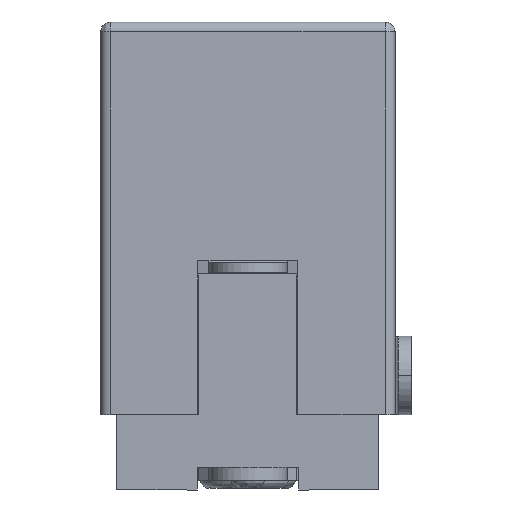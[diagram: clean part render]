
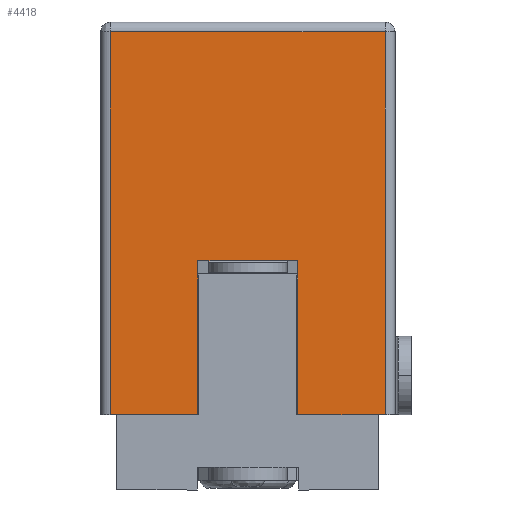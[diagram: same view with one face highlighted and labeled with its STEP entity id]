
A CAD part, front view. The second image highlights one B-rep face of the part: STEP entity #4418.
In plain terms, the highlighted planar face has unit normal (0, -1, 0).
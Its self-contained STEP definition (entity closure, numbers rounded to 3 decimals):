
#8 = CARTESIAN_POINT ( 'NONE',  ( -1.525, -5.5, 0. ) ) ;
#407 = VERTEX_POINT ( 'NONE', #6672 ) ;
#676 = CARTESIAN_POINT ( 'NONE',  ( -1.525, -5.5, 12. ) ) ;
#692 = CARTESIAN_POINT ( 'NONE',  ( -4.2, -5.5, 0. ) ) ;
#749 = ORIENTED_EDGE ( 'NONE', *, *, #3516, .F. ) ;
#1027 = DIRECTION ( 'NONE',  ( 1., 0., 0. ) ) ;
#1273 = LINE ( 'NONE', #5468, #3954 ) ;
#1441 = ORIENTED_EDGE ( 'NONE', *, *, #2818, .F. ) ;
#1447 = DIRECTION ( 'NONE',  ( -1., 0., 0. ) ) ;
#1470 = EDGE_LOOP ( 'NONE', ( #3822, #6334, #7262, #3714, #6389, #749, #1441, #4980 ) ) ;
#1531 = CARTESIAN_POINT ( 'NONE',  ( -1.525, -5.5, 4.7 ) ) ;
#1539 = EDGE_CURVE ( 'NONE', #3644, #407, #6837, .T. ) ;
#1635 = CARTESIAN_POINT ( 'NONE',  ( -4.5, -5.5, 4.7 ) ) ;
#1654 = EDGE_CURVE ( 'NONE', #7105, #5918, #1273, .T. ) ;
#1665 = CARTESIAN_POINT ( 'NONE',  ( 1.525, -5.5, 0. ) ) ;
#1826 = DIRECTION ( 'NONE',  ( 0., 0., -1. ) ) ;
#2081 = VECTOR ( 'NONE', #1826, 1000. ) ;
#2141 = VECTOR ( 'NONE', #1027, 1000. ) ;
#2228 = AXIS2_PLACEMENT_3D ( 'NONE', #4133, #3623, #5351 ) ;
#2260 = DIRECTION ( 'NONE',  ( -1., 0., 0. ) ) ;
#2365 = VERTEX_POINT ( 'NONE', #2924 ) ;
#2585 = LINE ( 'NONE', #2810, #2141 ) ;
#2746 = VECTOR ( 'NONE', #5289, 1000. ) ;
#2810 = CARTESIAN_POINT ( 'NONE',  ( -4.5, -5.5, 11.7 ) ) ;
#2818 = EDGE_CURVE ( 'NONE', #3755, #2365, #3380, .T. ) ;
#2841 = VECTOR ( 'NONE', #6564, 1000. ) ;
#2924 = CARTESIAN_POINT ( 'NONE',  ( 1.525, -5.5, 4.7 ) ) ;
#3094 = DIRECTION ( 'NONE',  ( 0., 0., -1. ) ) ;
#3110 = EDGE_CURVE ( 'NONE', #4173, #5433, #4656, .T. ) ;
#3131 = LINE ( 'NONE', #1635, #5152 ) ;
#3380 = LINE ( 'NONE', #5180, #6009 ) ;
#3398 = DIRECTION ( 'NONE',  ( 0., 0., 1. ) ) ;
#3440 = EDGE_CURVE ( 'NONE', #407, #7105, #2585, .T. ) ;
#3468 = CARTESIAN_POINT ( 'NONE',  ( 4.2, -5.5, 0. ) ) ;
#3516 = EDGE_CURVE ( 'NONE', #2365, #4173, #3131, .T. ) ;
#3623 = DIRECTION ( 'NONE',  ( 0., 1., 0. ) ) ;
#3644 = VERTEX_POINT ( 'NONE', #692 ) ;
#3714 = ORIENTED_EDGE ( 'NONE', *, *, #7542, .T. ) ;
#3755 = VERTEX_POINT ( 'NONE', #1665 ) ;
#3822 = ORIENTED_EDGE ( 'NONE', *, *, #1654, .F. ) ;
#3954 = VECTOR ( 'NONE', #3094, 1000. ) ;
#4113 = PLANE ( 'NONE',  #2228 ) ;
#4126 = CARTESIAN_POINT ( 'NONE',  ( -4.2, -5.5, 12. ) ) ;
#4133 = CARTESIAN_POINT ( 'NONE',  ( -4.5, -5.5, 12. ) ) ;
#4173 = VERTEX_POINT ( 'NONE', #1531 ) ;
#4205 = EDGE_CURVE ( 'NONE', #5918, #3755, #5525, .T. ) ;
#4418 = ADVANCED_FACE ( 'NONE', ( #4970 ), #4113, .F. ) ;
#4656 = LINE ( 'NONE', #676, #2081 ) ;
#4937 = CARTESIAN_POINT ( 'NONE',  ( -4.5, -5.5, 0. ) ) ;
#4970 = FACE_OUTER_BOUND ( 'NONE', #1470, .T. ) ;
#4980 = ORIENTED_EDGE ( 'NONE', *, *, #4205, .F. ) ;
#5071 = VECTOR ( 'NONE', #1447, 1000. ) ;
#5152 = VECTOR ( 'NONE', #2260, 1000. ) ;
#5180 = CARTESIAN_POINT ( 'NONE',  ( 1.525, -5.5, 12. ) ) ;
#5289 = DIRECTION ( 'NONE',  ( 0., 0., 1. ) ) ;
#5351 = DIRECTION ( 'NONE',  ( -1., 0., 0. ) ) ;
#5392 = CARTESIAN_POINT ( 'NONE',  ( -4.5, -5.5, 0. ) ) ;
#5433 = VERTEX_POINT ( 'NONE', #8 ) ;
#5468 = CARTESIAN_POINT ( 'NONE',  ( 4.2, -5.5, 12. ) ) ;
#5525 = LINE ( 'NONE', #4937, #5071 ) ;
#5918 = VERTEX_POINT ( 'NONE', #3468 ) ;
#6009 = VECTOR ( 'NONE', #3398, 1000. ) ;
#6334 = ORIENTED_EDGE ( 'NONE', *, *, #3440, .F. ) ;
#6389 = ORIENTED_EDGE ( 'NONE', *, *, #3110, .F. ) ;
#6564 = DIRECTION ( 'NONE',  ( 1., 0., 0. ) ) ;
#6573 = CARTESIAN_POINT ( 'NONE',  ( 4.2, -5.5, 11.7 ) ) ;
#6672 = CARTESIAN_POINT ( 'NONE',  ( -4.2, -5.5, 11.7 ) ) ;
#6837 = LINE ( 'NONE', #4126, #2746 ) ;
#7105 = VERTEX_POINT ( 'NONE', #6573 ) ;
#7262 = ORIENTED_EDGE ( 'NONE', *, *, #1539, .F. ) ;
#7316 = LINE ( 'NONE', #5392, #2841 ) ;
#7542 = EDGE_CURVE ( 'NONE', #3644, #5433, #7316, .T. ) ;
